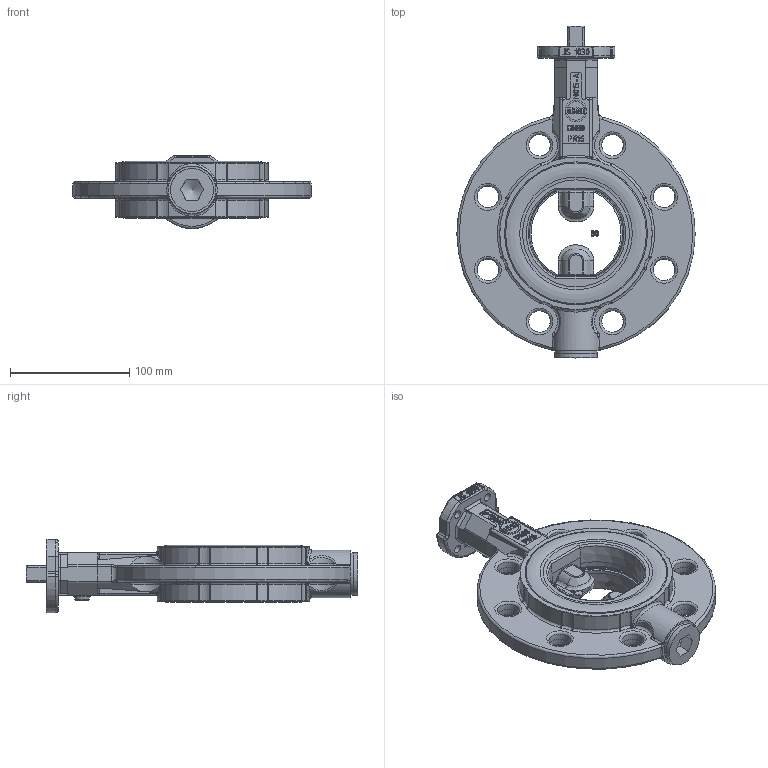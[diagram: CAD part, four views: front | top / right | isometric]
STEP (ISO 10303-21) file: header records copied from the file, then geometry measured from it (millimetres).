
FILE_DESCRIPTION((''),'2;1');
FILE_NAME('M015-A DN80.stp','2012-12-13T08:23:46',('hellwig'),(''),'Autodesk Inventor 2011','Autodesk Inventor 2011','');
FILE_SCHEMA(('CONFIG_CONTROL_DESIGN'));
Length unit declared in the file: millimetre
Products named in the file (1): M18242_Konturvereinfachung_1
Bounding box: 199.99 x 278.5 x 61.5 mm (x, y, z)
Volume: 743703.7 mm3; surface area: 153717.6 mm2
Topology: 2 solids, 12 shells, 1360 faces, 3443 edges, 2143 vertices
Faces by surface type: bspline 433, plane 365, cylinder 260, torus 193, cone 65, sphere 44
Full cylindrical faces by diameter (mm): 4 x1, 4.917 x2, 6 x1, 7 x4, 12.3 x1, 12.5 x1, 12.8 x2, 14.8 x1, 15 x1, 15.5 x1, 16 x4, 16.25 x4, 18 x3, 18.31 x1, 24.95 x3, 25 x5, 28.376 x2, 30.3 x1, 35.1 x1, 35.9 x1, 36 x1, 92.7 x2, 114 x2, 119.6 x2, 120 x2
Entity records: 46368 total; most frequent: CARTESIAN_POINT 15677, ORIENTED_EDGE 6522, DIRECTION 5247, EDGE_CURVE 3261, VERTEX_POINT 2112, AXIS2_PLACEMENT_3D 2014, EDGE_LOOP 1602, FACE_OUTER_BOUND 1358
